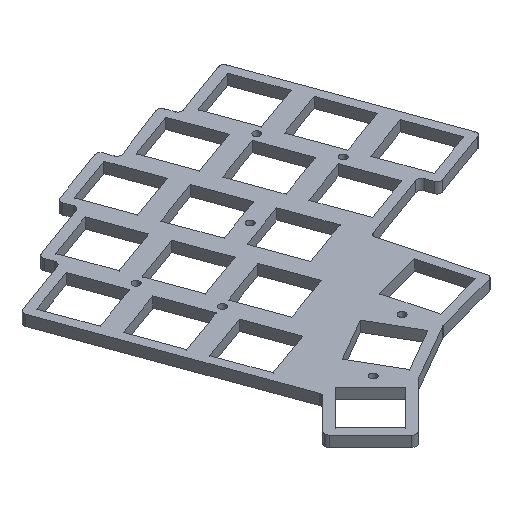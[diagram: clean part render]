
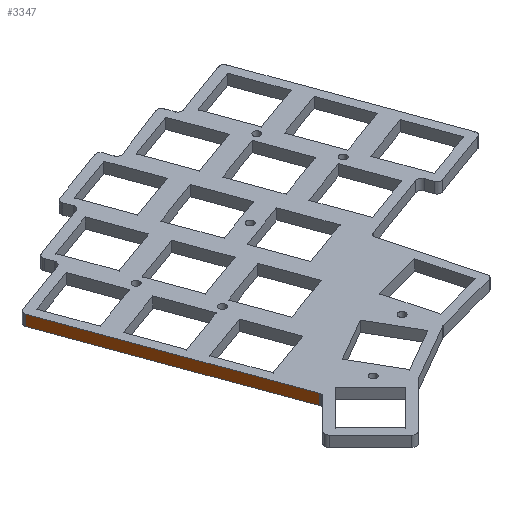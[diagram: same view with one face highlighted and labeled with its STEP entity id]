
A CAD part, isometric view. The second image highlights one B-rep face of the part: STEP entity #3347.
In plain terms, the highlighted planar face has unit normal (-0.94, -0.342, 0).
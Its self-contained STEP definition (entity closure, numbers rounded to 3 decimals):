
#126=CARTESIAN_POINT('',(167.998,85.487,13.));
#127=VERTEX_POINT('',#126);
#135=CARTESIAN_POINT('',(190.139,24.587,13.));
#136=VERTEX_POINT('',#135);
#137=CARTESIAN_POINT('',(167.998,85.487,13.));
#138=DIRECTION('',(0.342,-0.94,0.));
#139=VECTOR('',#138,64.799);
#140=LINE('',#137,#139);
#141=EDGE_CURVE('',#127,#136,#140,.T.);
#1227=CARTESIAN_POINT('',(167.998,85.487,10.));
#1228=VERTEX_POINT('',#1227);
#1229=CARTESIAN_POINT('',(190.139,24.587,10.));
#1230=VERTEX_POINT('',#1229);
#1231=CARTESIAN_POINT('',(167.998,85.487,10.));
#1232=DIRECTION('',(0.342,-0.94,0.));
#1233=VECTOR('',#1232,64.799);
#1234=LINE('',#1231,#1233);
#1235=EDGE_CURVE('',#1228,#1230,#1234,.T.);
#3326=CARTESIAN_POINT('',(178.991,55.25,13.));
#3327=DIRECTION('',(-0.94,-0.342,0.));
#3328=DIRECTION('',(-0.342,0.94,0.));
#3329=AXIS2_PLACEMENT_3D('',#3326,#3327,#3328);
#3330=PLANE('',#3329);
#3331=ORIENTED_EDGE('',*,*,#141,.F.);
#3332=CARTESIAN_POINT('',(167.998,85.487,13.));
#3333=DIRECTION('',(0.,0.,-1.));
#3334=VECTOR('',#3333,3.);
#3335=LINE('',#3332,#3334);
#3336=EDGE_CURVE('',#127,#1228,#3335,.T.);
#3337=ORIENTED_EDGE('',*,*,#3336,.T.);
#3338=ORIENTED_EDGE('',*,*,#1235,.T.);
#3339=CARTESIAN_POINT('',(190.139,24.587,10.));
#3340=DIRECTION('',(-0.,-0.,1.));
#3341=VECTOR('',#3340,3.);
#3342=LINE('',#3339,#3341);
#3343=EDGE_CURVE('',#1230,#136,#3342,.T.);
#3344=ORIENTED_EDGE('',*,*,#3343,.T.);
#3345=EDGE_LOOP('',(#3331,#3337,#3338,#3344));
#3346=FACE_BOUND('',#3345,.T.);
#3347=ADVANCED_FACE('',(#3346),#3330,.T.);
